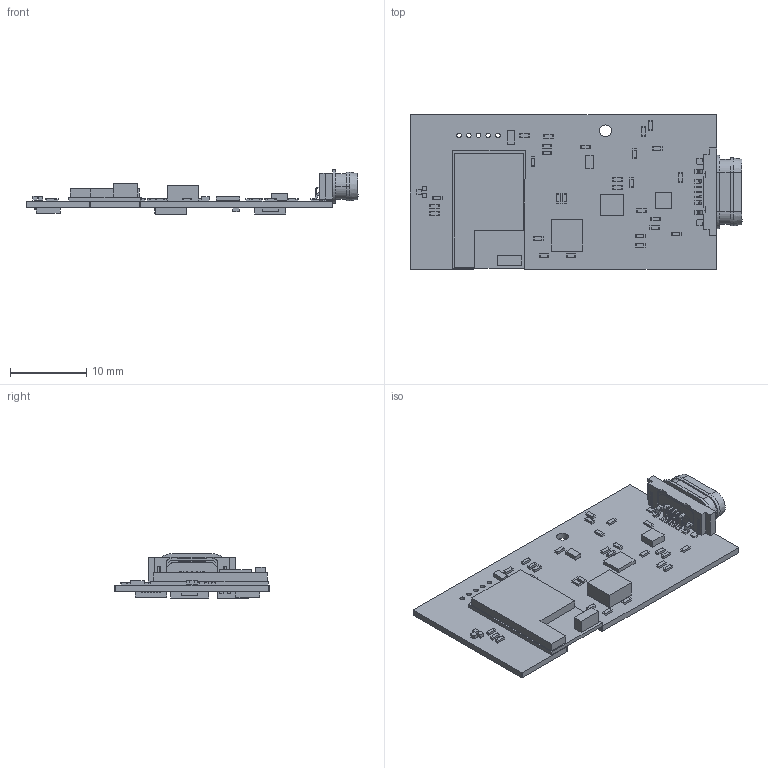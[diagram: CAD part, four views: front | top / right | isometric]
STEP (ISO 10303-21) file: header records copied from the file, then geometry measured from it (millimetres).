
FILE_DESCRIPTION(('Open CASCADE Model'),'2;1');
FILE_NAME('Open CASCADE Shape Model','2019-05-24T08:38:10',('Author'),( 'Open CASCADE'),'Open CASCADE STEP processor 6.8','Open CASCADE 6.8' ,'Unknown');
FILE_SCHEMA(('AUTOMOTIVE_DESIGN { 1 0 10303 214 1 1 1 1 }'));
Length unit declared in the file: millimetre
Products named in the file (1): PCB
Bounding box: 43.44 x 20.15 x 5.89 mm (x, y, z)
Volume: 1070.4 mm3; surface area: 3315.7 mm2
Topology: 156 solids, 157 shells, 1814 faces, 4144 edges, 2633 vertices
Faces by surface type: plane 1524, cylinder 237, torus 34, cone 15, sphere 4
Full cylindrical faces by diameter (mm): 0.512 x1, 0.6 x5, 1.55 x1
Entity records: 50753 total; most frequent: CARTESIAN_POINT 8646, ORIENTED_EDGE 8279, DIRECTION 8251, EDGE_CURVE 4140, LINE 3623, VECTOR 3623, VERTEX_POINT 2633, AXIS2_PLACEMENT_3D 2314
